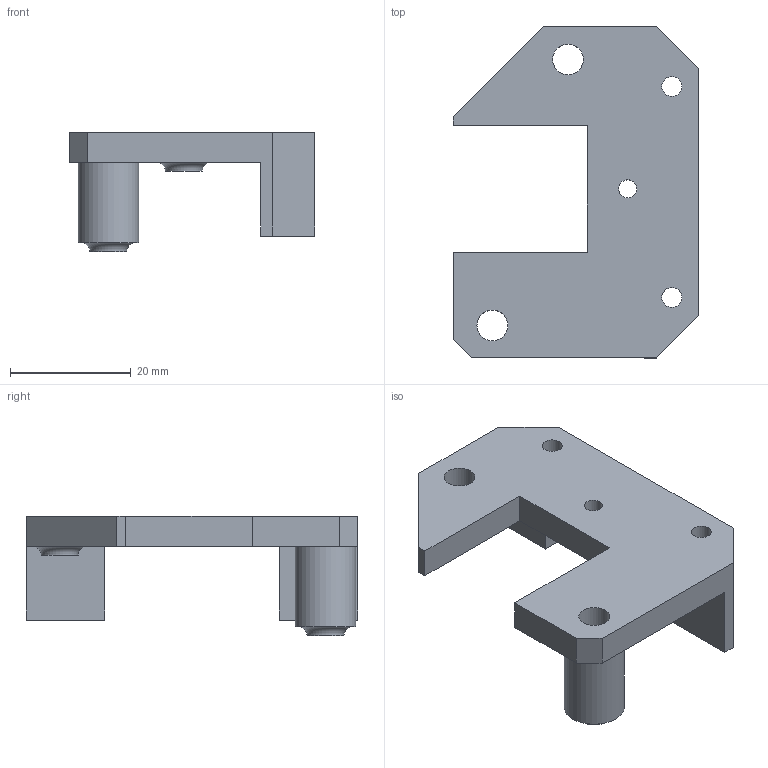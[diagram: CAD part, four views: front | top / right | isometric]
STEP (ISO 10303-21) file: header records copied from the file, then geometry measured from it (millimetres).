
FILE_DESCRIPTION(/* description */ (''),/* implementation_level */ '2;1');
FILE_NAME(/* name */ 'Right_Y_Carriage_Top.step',/* time_stamp */ '2022-04-09T10:17:50-06:00',/* author */ (''),/* organization */ (''),/* preprocessor_version */ 'ST-DEVELOPER v18.1',/* originating_system */ 'Autodesk Translation Framework v10.14.0.1471',/* authorisation */ '');
FILE_SCHEMA (('AUTOMOTIVE_DESIGN { 1 0 10303 214 3 1 1 }'));
Length unit declared in the file: millimetre
Products named in the file (1): Right_Y_Carriage_Top
Bounding box: 40.7 x 54.9 x 19.79 mm (x, y, z)
Volume: 10549.4 mm3; surface area: 6407.6 mm2
Topology: 1 solids, 1 shells, 31 faces, 78 edges, 52 vertices
Faces by surface type: plane 23, cylinder 6, torus 2
Full cylindrical faces by diameter (mm): 3 x1, 3.3 x2, 5.1 x2, 10 x1
Entity records: 990 total; most frequent: CARTESIAN_POINT 162, DIRECTION 160, ORIENTED_EDGE 156, EDGE_CURVE 78, LINE 60, VECTOR 60, VERTEX_POINT 52, AXIS2_PLACEMENT_3D 50
